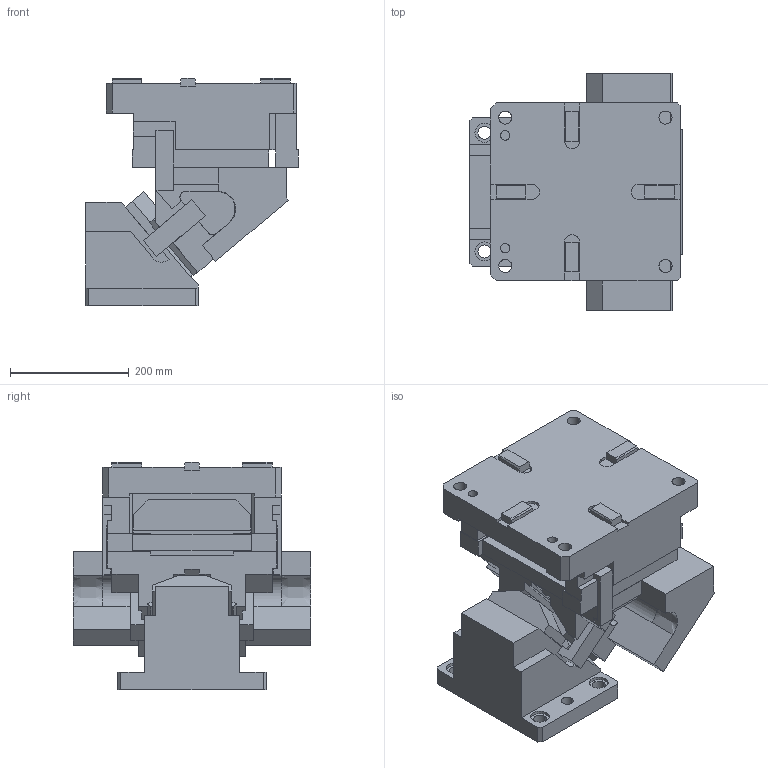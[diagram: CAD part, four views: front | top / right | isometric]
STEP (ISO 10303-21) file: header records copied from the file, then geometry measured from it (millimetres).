
FILE_DESCRIPTION(('CATIA V5 STEP Exchange'),'2;1');
FILE_NAME('CACN_400_50.stp','2015-04-27T12:27:16+00:00',('none'),('none'),'CATIA Version 5 Release 19 SP 2 (IN-10)','CATIA V5 STEP AP203','none');
FILE_SCHEMA(('CONFIG_CONTROL_DESIGN'));
Length unit declared in the file: millimetre
Products named in the file (1): CACN_400_50
Bounding box: 358.48 x 400 x 384 mm (x, y, z)
Volume: 21551579.8 mm3; surface area: 1176412.9 mm2
Topology: 3 solids, 3 shells, 339 faces, 988 edges, 663 vertices
Faces by surface type: plane 270, cylinder 67, extrusion 2
Entity records: 11471 total; most frequent: CARTESIAN_POINT 2874, ORIENTED_EDGE 1976, DIRECTION 1420, EDGE_CURVE 988, VECTOR 841, LINE 839, VERTEX_POINT 663, EDGE_LOOP 373
